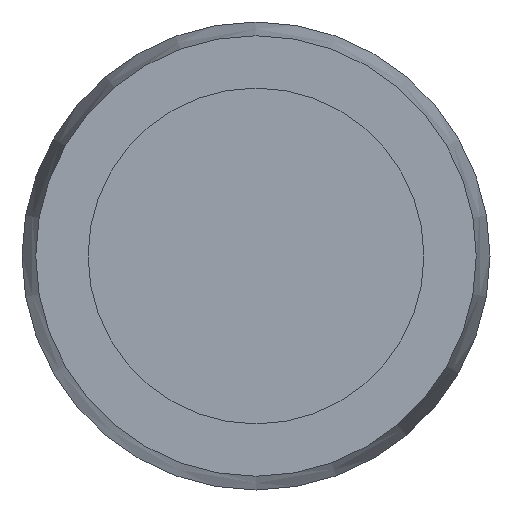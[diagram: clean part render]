
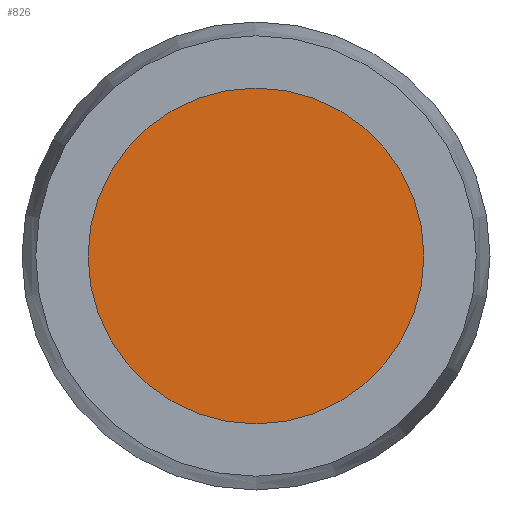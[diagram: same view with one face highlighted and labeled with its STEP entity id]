
A CAD part, front view. The second image highlights one B-rep face of the part: STEP entity #826.
In plain terms, the highlighted planar face has unit normal (0, -1, 0).
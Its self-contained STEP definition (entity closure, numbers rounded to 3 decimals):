
#302=FACE_OUTER_BOUND('',#1202,.T.);
#689=PLANE('',#3405);
#826=ADVANCED_FACE('',(#302),#689,.T.);
#1202=EDGE_LOOP('',(#1786));
#1786=ORIENTED_EDGE('',*,*,#2749,.T.);
#2380=VERTEX_POINT('',#6285);
#2749=EDGE_CURVE('',#2380,#2380,#3094,.T.);
#3094=CIRCLE('',#3403,6.1);
#3403=AXIS2_PLACEMENT_3D('',#6284,#4060,#4061);
#3405=AXIS2_PLACEMENT_3D('',#6287,#4064,#4065);
#4060=DIRECTION('',(0.,-1.,0.));
#4061=DIRECTION('',(1.,0.,0.));
#4064=DIRECTION('',(0.,-1.,0.));
#4065=DIRECTION('',(0.,0.,1.));
#6284=CARTESIAN_POINT('',(0.,-80.,0.));
#6285=CARTESIAN_POINT('',(6.1,-80.,0.));
#6287=CARTESIAN_POINT('',(0.,-80.,0.));
